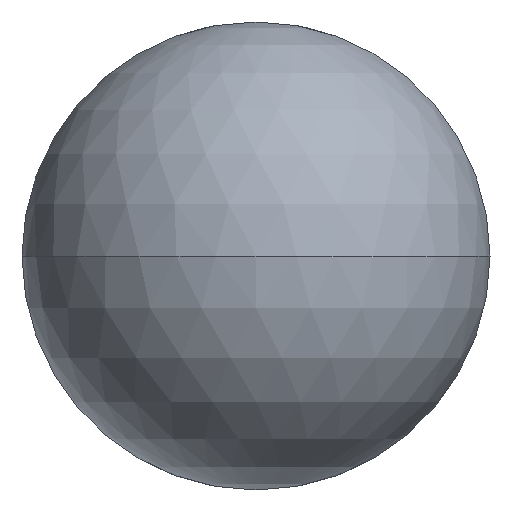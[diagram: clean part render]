
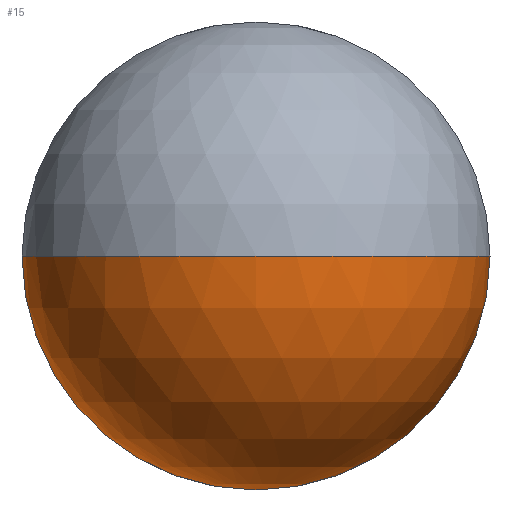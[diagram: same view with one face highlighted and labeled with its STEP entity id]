
A CAD part, front view. The second image highlights one B-rep face of the part: STEP entity #15.
In plain terms, the highlighted spherical face has radius 6.35 mm.
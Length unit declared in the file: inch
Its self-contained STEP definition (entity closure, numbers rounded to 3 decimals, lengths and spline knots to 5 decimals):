
#10 = CIRCLE ( 'NONE', #305, 0.25 ) ;
#11 = CIRCLE ( 'NONE', #162, 0.25 ) ;
#15 = ADVANCED_FACE ( 'NONE', ( #367 ), #211, .T. ) ;
#38 = VERTEX_POINT ( 'NONE', #173 ) ;
#62 = EDGE_CURVE ( 'NONE', #290, #38, #294, .T. ) ;
#65 = DIRECTION ( 'NONE',  ( 0., 0., -1. ) ) ;
#66 = ORIENTED_EDGE ( 'NONE', *, *, #62, .T. ) ;
#75 = ORIENTED_EDGE ( 'NONE', *, *, #494, .T. ) ;
#82 = CARTESIAN_POINT ( 'NONE',  ( 0., 0.25, 0. ) ) ;
#99 = CARTESIAN_POINT ( 'NONE',  ( 0., 0.25, 0. ) ) ;
#142 = CIRCLE ( 'NONE', #438, 0.25 ) ;
#162 = AXIS2_PLACEMENT_3D ( 'NONE', #180, #308, #65 ) ;
#164 = VERTEX_POINT ( 'NONE', #269 ) ;
#165 = DIRECTION ( 'NONE',  ( 0., 0., -1. ) ) ;
#173 = CARTESIAN_POINT ( 'NONE',  ( 0.25, 0.25, 0. ) ) ;
#180 = CARTESIAN_POINT ( 'NONE',  ( 0., 0.25, 0. ) ) ;
#195 = AXIS2_PLACEMENT_3D ( 'NONE', #335, #496, #379 ) ;
#199 = ORIENTED_EDGE ( 'NONE', *, *, #322, .T. ) ;
#200 = EDGE_CURVE ( 'NONE', #330, #164, #142, .T. ) ;
#211 = SPHERICAL_SURFACE ( 'NONE', #195, 0.25 ) ;
#228 = AXIS2_PLACEMENT_3D ( 'NONE', #99, #375, #165 ) ;
#229 = CARTESIAN_POINT ( 'NONE',  ( 0., 0.25, 0. ) ) ;
#269 = CARTESIAN_POINT ( 'NONE',  ( 0., 0., 0. ) ) ;
#289 = EDGE_LOOP ( 'NONE', ( #75, #66, #199, #464 ) ) ;
#290 = VERTEX_POINT ( 'NONE', #366 ) ;
#294 = CIRCLE ( 'NONE', #228, 0.25 ) ;
#305 = AXIS2_PLACEMENT_3D ( 'NONE', #82, #435, #408 ) ;
#308 = DIRECTION ( 'NONE',  ( 0., -1., 0. ) ) ;
#316 = DIRECTION ( 'NONE',  ( 0., 0., 1. ) ) ;
#320 = CARTESIAN_POINT ( 'NONE',  ( -0.25, 0.25, 0. ) ) ;
#322 = EDGE_CURVE ( 'NONE', #38, #164, #10, .T. ) ;
#330 = VERTEX_POINT ( 'NONE', #320 ) ;
#335 = CARTESIAN_POINT ( 'NONE',  ( 0., 0.25, 0. ) ) ;
#366 = CARTESIAN_POINT ( 'NONE',  ( 0., 0.25, -0.25 ) ) ;
#367 = FACE_OUTER_BOUND ( 'NONE', #289, .T. ) ;
#375 = DIRECTION ( 'NONE',  ( 0., -1., 0. ) ) ;
#379 = DIRECTION ( 'NONE',  ( -1., 0., 0. ) ) ;
#408 = DIRECTION ( 'NONE',  ( -1., 0., 0. ) ) ;
#435 = DIRECTION ( 'NONE',  ( 0., 0., -1. ) ) ;
#438 = AXIS2_PLACEMENT_3D ( 'NONE', #229, #316, #513 ) ;
#464 = ORIENTED_EDGE ( 'NONE', *, *, #200, .F. ) ;
#494 = EDGE_CURVE ( 'NONE', #330, #290, #11, .T. ) ;
#496 = DIRECTION ( 'NONE',  ( 0., 0., -1. ) ) ;
#513 = DIRECTION ( 'NONE',  ( 1., 0., 0. ) ) ;
